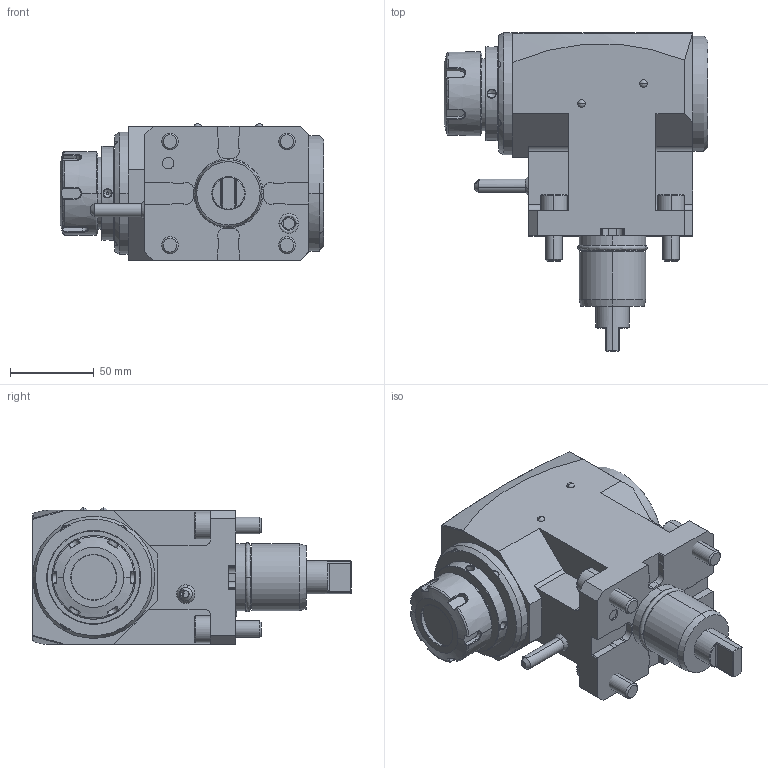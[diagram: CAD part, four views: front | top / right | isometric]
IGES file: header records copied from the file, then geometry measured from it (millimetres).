
Start section:  PTC IGES file: ngt2_40_201_32_1_3_85_ms.igs
Global section: file name: ngt2_40_201_32_1_3_85_ms.igs; native system: Pro/ENGINEER by Parametric Technology Corporation; preprocessor: 2010280; author: vali; organization: Unknown; date: 20201207.124606; units: millimetre
Bounding box: 157.6 x 190.5 x 81.6 mm (x, y, z)
Volume: 1089355.9 mm3; surface area: 93698.2 mm2
Topology: 2 solids, 6 shells, 484 faces, 1239 edges, 780 vertices
Faces by surface type: revolution 269, bspline 211, extrusion 4
